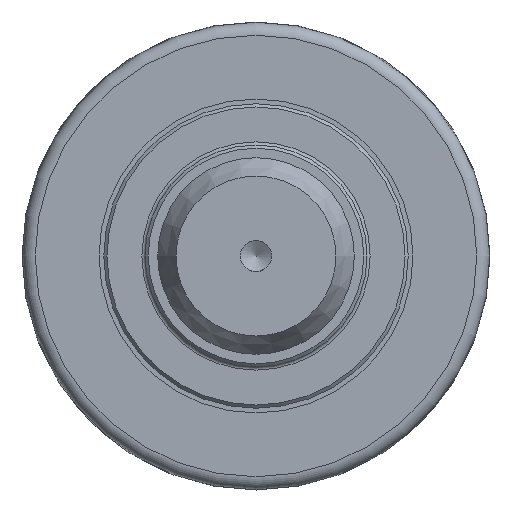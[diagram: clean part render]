
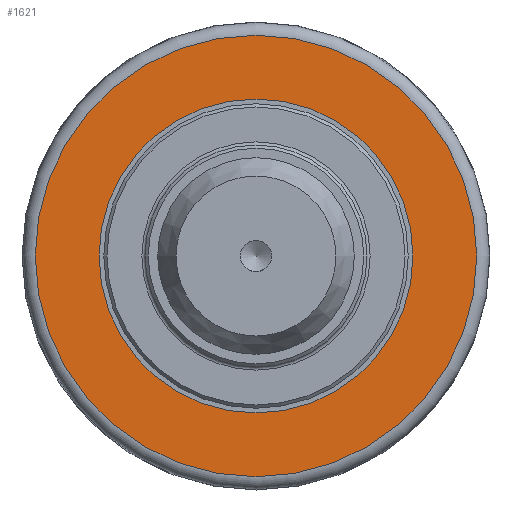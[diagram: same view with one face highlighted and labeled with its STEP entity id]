
A CAD part, left-side view. The second image highlights one B-rep face of the part: STEP entity #1621.
In plain terms, the highlighted planar face has unit normal (-1, 0, 0).
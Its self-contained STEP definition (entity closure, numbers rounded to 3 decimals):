
#258=FACE_BOUND('',#426,.T.);
#283=PLANE('',#1768);
#334=FACE_OUTER_BOUND('',#425,.T.);
#425=EDGE_LOOP('',(#1123,#1124));
#426=EDGE_LOOP('',(#1125,#1126));
#543=CIRCLE('',#1749,24.75);
#544=CIRCLE('',#1750,24.75);
#557=CIRCLE('',#1766,34.809);
#558=CIRCLE('',#1767,34.809);
#667=VERTEX_POINT('',#2506);
#668=VERTEX_POINT('',#2508);
#678=VERTEX_POINT('',#2562);
#679=VERTEX_POINT('',#2564);
#840=EDGE_CURVE('',#668,#667,#543,.T.);
#841=EDGE_CURVE('',#667,#668,#544,.T.);
#855=EDGE_CURVE('',#678,#679,#557,.T.);
#856=EDGE_CURVE('',#679,#678,#558,.T.);
#1123=ORIENTED_EDGE('',*,*,#856,.F.);
#1124=ORIENTED_EDGE('',*,*,#855,.F.);
#1125=ORIENTED_EDGE('',*,*,#840,.T.);
#1126=ORIENTED_EDGE('',*,*,#841,.T.);
#1621=ADVANCED_FACE('',(#334,#258),#283,.T.);
#1749=AXIS2_PLACEMENT_3D('',#2509,#2001,#2002);
#1750=AXIS2_PLACEMENT_3D('',#2510,#2003,#2004);
#1766=AXIS2_PLACEMENT_3D('',#2565,#2036,#2037);
#1767=AXIS2_PLACEMENT_3D('',#2566,#2038,#2039);
#1768=AXIS2_PLACEMENT_3D('',#2567,#2040,#2041);
#2001=DIRECTION('center_axis',(1.,0.,0.));
#2002=DIRECTION('ref_axis',(0.,-1.,0.));
#2003=DIRECTION('center_axis',(1.,0.,0.));
#2004=DIRECTION('ref_axis',(0.,-1.,0.));
#2036=DIRECTION('center_axis',(1.,0.,0.));
#2037=DIRECTION('ref_axis',(0.,-1.,0.));
#2038=DIRECTION('center_axis',(1.,0.,0.));
#2039=DIRECTION('ref_axis',(0.,-1.,0.));
#2040=DIRECTION('center_axis',(-1.,0.,0.));
#2041=DIRECTION('ref_axis',(0.,0.,1.));
#2506=CARTESIAN_POINT('',(18.5,24.75,0.));
#2508=CARTESIAN_POINT('',(18.5,-24.75,0.));
#2509=CARTESIAN_POINT('Origin',(18.5,0.,0.));
#2510=CARTESIAN_POINT('Origin',(18.5,0.,0.));
#2562=CARTESIAN_POINT('',(18.5,0.,34.809));
#2564=CARTESIAN_POINT('',(18.5,34.809,0.));
#2565=CARTESIAN_POINT('Origin',(18.5,0.,0.));
#2566=CARTESIAN_POINT('Origin',(18.5,0.,0.));
#2567=CARTESIAN_POINT('Origin',(18.5,31.984,0.));
